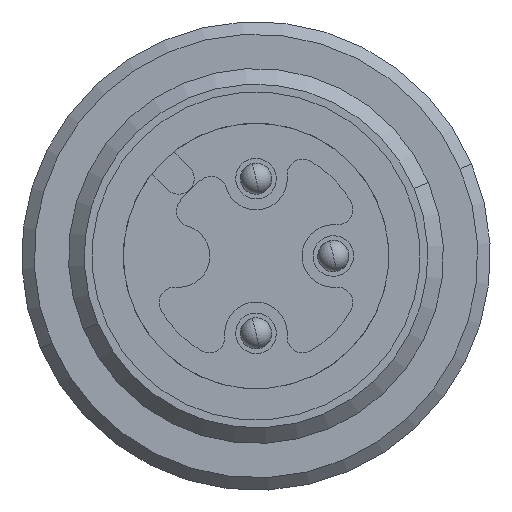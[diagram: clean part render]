
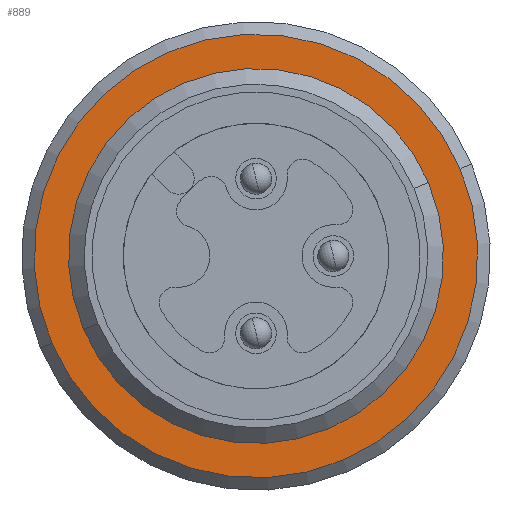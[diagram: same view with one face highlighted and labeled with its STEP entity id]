
A CAD part, front view. The second image highlights one B-rep face of the part: STEP entity #889.
In plain terms, the highlighted planar face has unit normal (0, -1, 0).
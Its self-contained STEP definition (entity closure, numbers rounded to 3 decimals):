
#682=FACE_BOUND('',#1351,.T.);
#683=FACE_BOUND('',#1352,.T.);
#889=ADVANCED_FACE('',(#682,#683),#944,.F.);
#944=PLANE('',#4173);
#1351=EDGE_LOOP('',(#2423,#2424));
#1352=EDGE_LOOP('',(#2425,#2426));
#2423=ORIENTED_EDGE('',*,*,#3372,.T.);
#2424=ORIENTED_EDGE('',*,*,#3369,.T.);
#2425=ORIENTED_EDGE('',*,*,#3255,.T.);
#2426=ORIENTED_EDGE('',*,*,#3257,.T.);
#2750=VERTEX_POINT('',#8842);
#2751=VERTEX_POINT('',#8844);
#2827=VERTEX_POINT('',#9078);
#2828=VERTEX_POINT('',#9080);
#3255=EDGE_CURVE('',#2751,#2750,#3603,.T.);
#3257=EDGE_CURVE('',#2750,#2751,#3604,.T.);
#3369=EDGE_CURVE('',#2828,#2827,#3682,.T.);
#3372=EDGE_CURVE('',#2827,#2828,#3684,.T.);
#3603=CIRCLE('',#4044,6.);
#3604=CIRCLE('',#4046,6.);
#3682=CIRCLE('',#4168,7.1);
#3684=CIRCLE('',#4171,7.1);
#4044=AXIS2_PLACEMENT_3D('',#8843,#4987,#4988);
#4046=AXIS2_PLACEMENT_3D('',#8847,#4992,#4993);
#4168=AXIS2_PLACEMENT_3D('',#9079,#5270,#5271);
#4171=AXIS2_PLACEMENT_3D('',#9084,#5277,#5278);
#4173=AXIS2_PLACEMENT_3D('',#9086,#5281,#5282);
#4987=DIRECTION('',(0.,1.,0.));
#4988=DIRECTION('',(0.919,0.,0.393));
#4992=DIRECTION('',(0.,1.,0.));
#4993=DIRECTION('',(-0.919,0.,-0.393));
#5270=DIRECTION('',(0.,-1.,0.));
#5271=DIRECTION('',(0.919,0.,0.393));
#5277=DIRECTION('',(0.,-1.,0.));
#5278=DIRECTION('',(-0.919,0.,-0.393));
#5281=DIRECTION('',(0.,1.,0.));
#5282=DIRECTION('',(0.919,0.,0.393));
#8842=CARTESIAN_POINT('',(-5.517,9.2,-2.359));
#8843=CARTESIAN_POINT('',(0.,9.2,0.));
#8844=CARTESIAN_POINT('',(5.517,9.2,2.359));
#8847=CARTESIAN_POINT('',(0.,9.2,0.));
#9078=CARTESIAN_POINT('',(-6.528,9.2,-2.792));
#9079=CARTESIAN_POINT('',(0.,9.2,0.));
#9080=CARTESIAN_POINT('',(6.528,9.2,2.792));
#9084=CARTESIAN_POINT('',(0.,9.2,0.));
#9086=CARTESIAN_POINT('',(-2.359,9.2,5.517));
